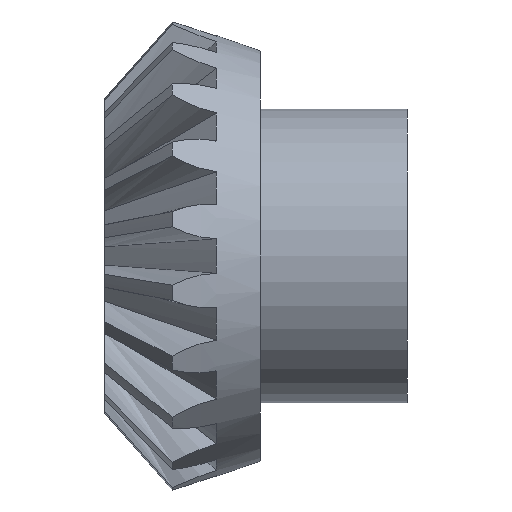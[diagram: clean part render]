
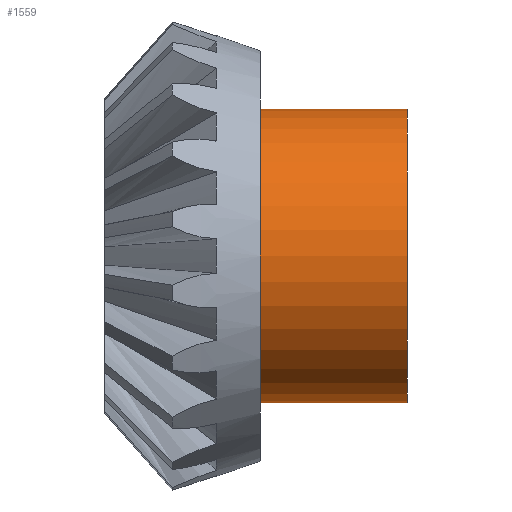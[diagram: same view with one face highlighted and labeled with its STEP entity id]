
A CAD part, front view. The second image highlights one B-rep face of the part: STEP entity #1559.
In plain terms, the highlighted cylindrical face has radius 10 mm (diameter 20 mm), a full revolution.
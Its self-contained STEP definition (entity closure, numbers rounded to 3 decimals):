
#217=CYLINDRICAL_SURFACE('',#1712,10.);
#220=FACE_BOUND('',#386,.T.);
#223=CIRCLE('',#1666,10.);
#267=CIRCLE('',#1713,10.);
#294=FACE_OUTER_BOUND('',#385,.T.);
#385=EDGE_LOOP('',(#1139));
#386=EDGE_LOOP('',(#1140));
#619=VERTEX_POINT('',#2039);
#701=VERTEX_POINT('',#2408);
#792=EDGE_CURVE('',#619,#619,#223,.T.);
#876=EDGE_CURVE('',#701,#701,#267,.T.);
#1139=ORIENTED_EDGE('',*,*,#792,.T.);
#1140=ORIENTED_EDGE('',*,*,#876,.F.);
#1559=ADVANCED_FACE('',(#294,#220),#217,.T.);
#1666=AXIS2_PLACEMENT_3D('',#2040,#1776,#1777);
#1712=AXIS2_PLACEMENT_3D('',#2407,#1868,#1869);
#1713=AXIS2_PLACEMENT_3D('',#2409,#1870,#1871);
#1776=DIRECTION('center_axis',(-1.,0.,0.));
#1777=DIRECTION('ref_axis',(0.,0.,1.));
#1868=DIRECTION('center_axis',(-1.,0.,0.));
#1869=DIRECTION('ref_axis',(0.,0.,1.));
#1870=DIRECTION('center_axis',(-1.,0.,0.));
#1871=DIRECTION('ref_axis',(0.,0.,1.));
#2039=CARTESIAN_POINT('',(20.6,0.,10.));
#2040=CARTESIAN_POINT('Origin',(20.6,0.,0.));
#2407=CARTESIAN_POINT('Origin',(0.,0.,0.));
#2408=CARTESIAN_POINT('',(10.6,0.,10.));
#2409=CARTESIAN_POINT('Origin',(10.6,0.,0.));
